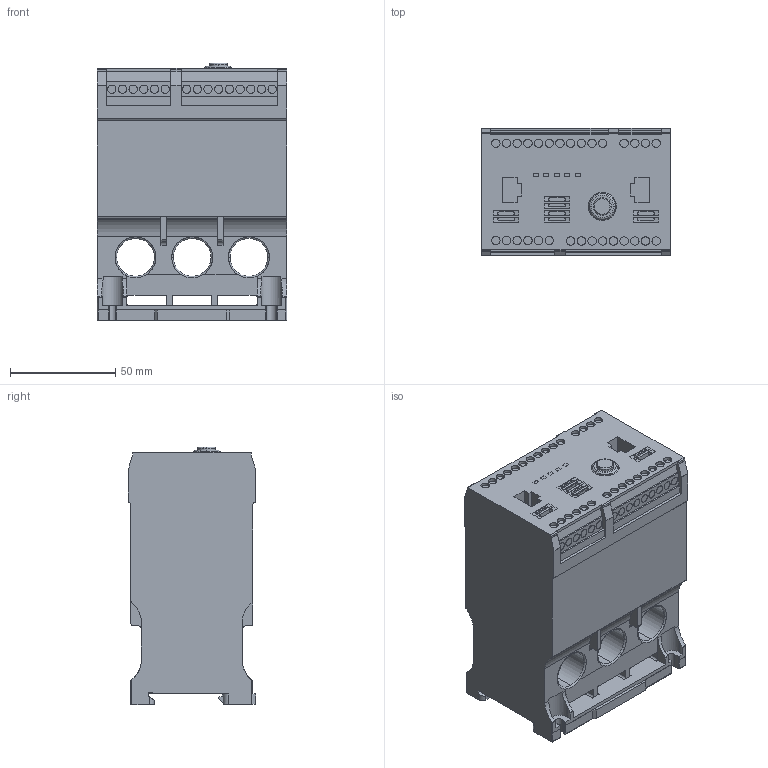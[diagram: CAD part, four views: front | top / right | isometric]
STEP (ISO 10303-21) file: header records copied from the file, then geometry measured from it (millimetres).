
FILE_DESCRIPTION(('STEP AP214'),'1');
FILE_NAME(' ',' ',('TraceParts'),('TraceParts S.A.'),'XStep 1.0',' ',' ');
FILE_SCHEMA(('automotive_design'));
Length unit declared in the file: millimetre
Products named in the file (1): 1
Bounding box: 90 x 60.5 x 122.5 mm (x, y, z)
Volume: 520403.9 mm3; surface area: 65302.8 mm2
Topology: 1 solids, 1 shells, 644 faces, 1693 edges, 1124 vertices
Faces by surface type: plane 330, cylinder 290, torus 18, cone 6
Entity records: 23176 total; most frequent: CARTESIAN_POINT 4584, DIRECTION 3542, ORIENTED_EDGE 3386, EDGE_CURVE 1693, AXIS2_PLACEMENT_3D 1274, VERTEX_POINT 1124, LINE 994, VECTOR 994
